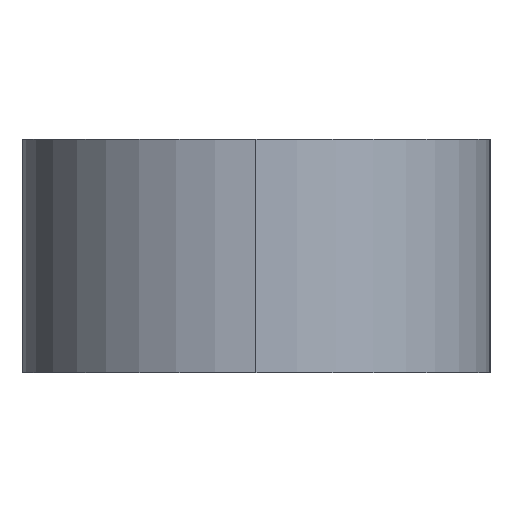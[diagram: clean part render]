
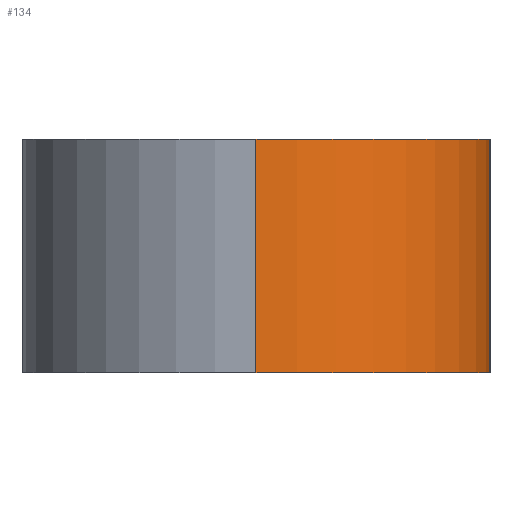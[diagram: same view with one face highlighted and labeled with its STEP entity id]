
A CAD part, left-side view. The second image highlights one B-rep face of the part: STEP entity #134.
In plain terms, the highlighted cylindrical face has radius 4 mm (diameter 8 mm), a partial arc.
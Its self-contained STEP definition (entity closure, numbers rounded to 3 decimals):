
#8 = VERTEX_POINT ( 'NONE', #241 ) ;
#10 = DIRECTION ( 'NONE',  ( -1., 0., 0. ) ) ;
#20 = EDGE_CURVE ( 'NONE', #46, #305, #277, .T. ) ;
#30 = DIRECTION ( 'NONE',  ( 0., 0., -1. ) ) ;
#43 = ORIENTED_EDGE ( 'NONE', *, *, #343, .F. ) ;
#45 = VECTOR ( 'NONE', #217, 1000. ) ;
#46 = VERTEX_POINT ( 'NONE', #229 ) ;
#57 = AXIS2_PLACEMENT_3D ( 'NONE', #262, #30, #10 ) ;
#61 = AXIS2_PLACEMENT_3D ( 'NONE', #189, #222, #89 ) ;
#69 = DIRECTION ( 'NONE',  ( 1., 0., 0. ) ) ;
#89 = DIRECTION ( 'NONE',  ( 1., 0., 0. ) ) ;
#107 = VECTOR ( 'NONE', #296, 1000. ) ;
#123 = LINE ( 'NONE', #237, #107 ) ;
#133 = CIRCLE ( 'NONE', #61, 4. ) ;
#134 = ADVANCED_FACE ( 'NONE', ( #236 ), #292, .T. ) ;
#176 = ORIENTED_EDGE ( 'NONE', *, *, #309, .F. ) ;
#185 = LINE ( 'NONE', #290, #45 ) ;
#189 = CARTESIAN_POINT ( 'NONE',  ( -25., 0., 4. ) ) ;
#192 = VERTEX_POINT ( 'NONE', #330 ) ;
#212 = EDGE_LOOP ( 'NONE', ( #176, #335, #307, #43 ) ) ;
#215 = CARTESIAN_POINT ( 'NONE',  ( -25., 0., 0. ) ) ;
#217 = DIRECTION ( 'NONE',  ( 0., 0., -1. ) ) ;
#220 = AXIS2_PLACEMENT_3D ( 'NONE', #215, #331, #69 ) ;
#222 = DIRECTION ( 'NONE',  ( 0., 0., 1. ) ) ;
#229 = CARTESIAN_POINT ( 'NONE',  ( -29., 0., 0. ) ) ;
#236 = FACE_OUTER_BOUND ( 'NONE', #212, .T. ) ;
#237 = CARTESIAN_POINT ( 'NONE',  ( -25., -4., 4. ) ) ;
#241 = CARTESIAN_POINT ( 'NONE',  ( -25., -4., 4. ) ) ;
#262 = CARTESIAN_POINT ( 'NONE',  ( -25., 0., 4. ) ) ;
#277 = CIRCLE ( 'NONE', #220, 4. ) ;
#281 = EDGE_CURVE ( 'NONE', #192, #46, #185, .T. ) ;
#290 = CARTESIAN_POINT ( 'NONE',  ( -29., 0., 4. ) ) ;
#292 = CYLINDRICAL_SURFACE ( 'NONE', #57, 4. ) ;
#296 = DIRECTION ( 'NONE',  ( 0., 0., -1. ) ) ;
#305 = VERTEX_POINT ( 'NONE', #348 ) ;
#307 = ORIENTED_EDGE ( 'NONE', *, *, #20, .T. ) ;
#309 = EDGE_CURVE ( 'NONE', #192, #8, #133, .T. ) ;
#330 = CARTESIAN_POINT ( 'NONE',  ( -29., 0., 4. ) ) ;
#331 = DIRECTION ( 'NONE',  ( 0., 0., 1. ) ) ;
#335 = ORIENTED_EDGE ( 'NONE', *, *, #281, .T. ) ;
#343 = EDGE_CURVE ( 'NONE', #8, #305, #123, .T. ) ;
#348 = CARTESIAN_POINT ( 'NONE',  ( -25., -4., 0. ) ) ;
